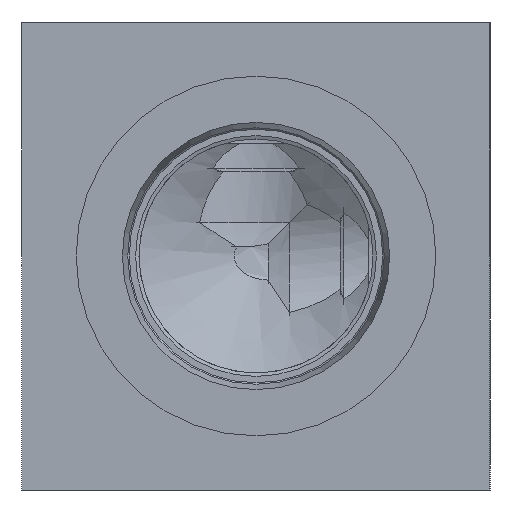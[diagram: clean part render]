
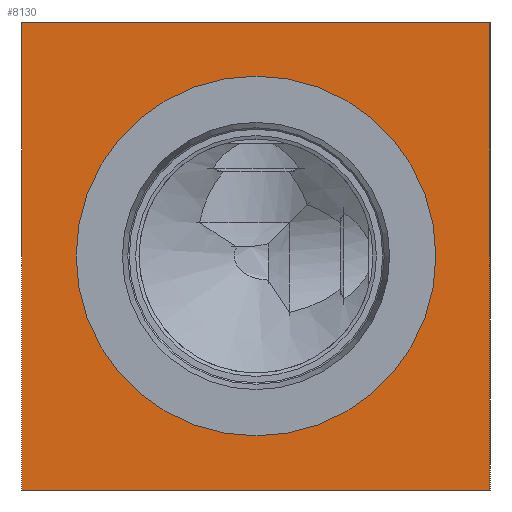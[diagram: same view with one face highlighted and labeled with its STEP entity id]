
A CAD part, left-side view. The second image highlights one B-rep face of the part: STEP entity #8130.
In plain terms, the highlighted planar face has unit normal (-1, 0, 0).
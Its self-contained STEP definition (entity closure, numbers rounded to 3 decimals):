
#236=CIRCLE('',#8576,29.286);
#237=CIRCLE('',#8577,29.286);
#285=FACE_BOUND('',#1549,.T.);
#1095=FACE_OUTER_BOUND('',#1548,.T.);
#1548=EDGE_LOOP('',(#7154,#7155,#7156,#7157));
#1549=EDGE_LOOP('',(#7158,#7159));
#1831=LINE('',#12485,#2545);
#2270=LINE('',#14378,#2984);
#2271=LINE('',#14379,#2985);
#2272=LINE('',#14380,#2986);
#2545=VECTOR('',#8995,10.);
#2984=VECTOR('',#10186,10.);
#2985=VECTOR('',#10187,10.);
#2986=VECTOR('',#10188,10.);
#3304=VERTEX_POINT('',#12478);
#3307=VERTEX_POINT('',#12483);
#3741=VERTEX_POINT('',#14347);
#3742=VERTEX_POINT('',#14348);
#3751=VERTEX_POINT('',#14376);
#3752=VERTEX_POINT('',#14377);
#4226=EDGE_CURVE('',#3307,#3304,#1831,.T.);
#4879=EDGE_CURVE('',#3741,#3742,#236,.T.);
#4880=EDGE_CURVE('',#3742,#3741,#237,.T.);
#4893=EDGE_CURVE('',#3751,#3752,#2270,.T.);
#4894=EDGE_CURVE('',#3752,#3304,#2271,.T.);
#4895=EDGE_CURVE('',#3751,#3307,#2272,.T.);
#7154=ORIENTED_EDGE('',*,*,#4893,.T.);
#7155=ORIENTED_EDGE('',*,*,#4894,.T.);
#7156=ORIENTED_EDGE('',*,*,#4226,.F.);
#7157=ORIENTED_EDGE('',*,*,#4895,.F.);
#7158=ORIENTED_EDGE('',*,*,#4879,.T.);
#7159=ORIENTED_EDGE('',*,*,#4880,.T.);
#7409=PLANE('',#8590);
#8130=ADVANCED_FACE('',(#1095,#285),#7409,.T.);
#8576=AXIS2_PLACEMENT_3D('',#14349,#10152,#10153);
#8577=AXIS2_PLACEMENT_3D('',#14350,#10154,#10155);
#8590=AXIS2_PLACEMENT_3D('',#14375,#10184,#10185);
#8995=DIRECTION('',(0.,-1.,0.));
#10152=DIRECTION('center_axis',(1.,0.,0.));
#10153=DIRECTION('ref_axis',(0.,0.,1.));
#10154=DIRECTION('center_axis',(1.,0.,0.));
#10155=DIRECTION('ref_axis',(0.,0.,1.));
#10184=DIRECTION('center_axis',(-1.,0.,0.));
#10185=DIRECTION('ref_axis',(0.,-1.,0.));
#10186=DIRECTION('',(0.,-1.,0.));
#10187=DIRECTION('',(0.,0.,1.));
#10188=DIRECTION('',(0.,0.,1.));
#12478=CARTESIAN_POINT('',(0.,0.,76.2));
#12483=CARTESIAN_POINT('',(0.,76.2,76.2));
#12485=CARTESIAN_POINT('',(0.,76.2,76.2));
#14347=CARTESIAN_POINT('',(0.,38.1,67.386));
#14348=CARTESIAN_POINT('',(0.,38.1,8.814));
#14349=CARTESIAN_POINT('Origin',(0.,38.1,38.1));
#14350=CARTESIAN_POINT('Origin',(0.,38.1,38.1));
#14375=CARTESIAN_POINT('Origin',(0.,76.2,0.));
#14376=CARTESIAN_POINT('',(0.,76.2,0.));
#14377=CARTESIAN_POINT('',(0.,0.,0.));
#14378=CARTESIAN_POINT('',(0.,76.2,0.));
#14379=CARTESIAN_POINT('',(0.,0.,0.));
#14380=CARTESIAN_POINT('',(0.,76.2,0.));
